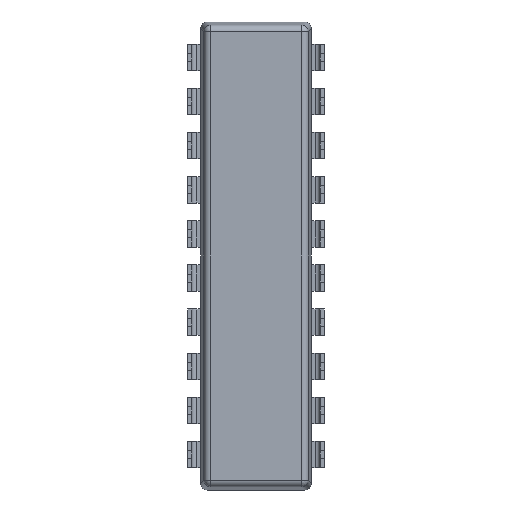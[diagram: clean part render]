
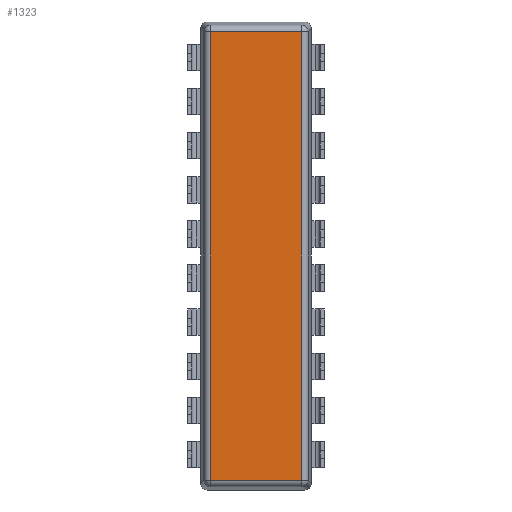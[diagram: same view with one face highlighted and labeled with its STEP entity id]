
A CAD part, front view. The second image highlights one B-rep face of the part: STEP entity #1323.
In plain terms, the highlighted planar face has unit normal (0, -1, 0).
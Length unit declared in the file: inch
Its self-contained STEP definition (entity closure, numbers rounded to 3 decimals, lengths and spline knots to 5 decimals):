
#498=DIRECTION('',(0.,0.,-1.));
#499=VECTOR('',#498,1.01627);
#500=CARTESIAN_POINT('',(-0.10313,-0.07,0.50813));
#501=LINE('',#500,#499);
#512=DIRECTION('',(0.,0.,1.));
#513=VECTOR('',#512,1.01627);
#514=CARTESIAN_POINT('',(0.10313,-0.07,-0.50813));
#515=LINE('',#514,#513);
#550=DIRECTION('',(-1.,0.,0.));
#551=VECTOR('',#550,0.20627);
#552=CARTESIAN_POINT('',(0.10313,-0.07,0.50813));
#553=LINE('',#552,#551);
#770=DIRECTION('',(1.,0.,0.));
#771=VECTOR('',#770,0.20627);
#772=CARTESIAN_POINT('',(-0.10313,-0.07,-0.50813));
#773=LINE('',#772,#771);
#800=CARTESIAN_POINT('',(0.10313,-0.07,-0.50813));
#801=CARTESIAN_POINT('',(0.10313,-0.07,0.50813));
#802=VERTEX_POINT('',#800);
#803=VERTEX_POINT('',#801);
#808=CARTESIAN_POINT('',(-0.10313,-0.07,0.50813));
#809=CARTESIAN_POINT('',(-0.10313,-0.07,-0.50813));
#810=VERTEX_POINT('',#808);
#811=VERTEX_POINT('',#809);
#1309=CARTESIAN_POINT('',(0.,-0.07,0.));
#1310=DIRECTION('',(0.,-1.,0.));
#1311=DIRECTION('',(-1.,0.,0.));
#1312=AXIS2_PLACEMENT_3D('',#1309,#1310,#1311);
#1313=PLANE('',#1312);
#1315=ORIENTED_EDGE('',*,*,#1314,.F.);
#1317=ORIENTED_EDGE('',*,*,#1316,.F.);
#1318=ORIENTED_EDGE('',*,*,#1300,.F.);
#1320=ORIENTED_EDGE('',*,*,#1319,.F.);
#1321=EDGE_LOOP('',(#1315,#1317,#1318,#1320));
#1322=FACE_OUTER_BOUND('',#1321,.F.);
#1323=ADVANCED_FACE('',(#1322),#1313,.T.);
#1300=EDGE_CURVE('',#810,#811,#501,.T.);
#1314=EDGE_CURVE('',#802,#803,#515,.T.);
#1316=EDGE_CURVE('',#811,#802,#773,.T.);
#1319=EDGE_CURVE('',#803,#810,#553,.T.);
